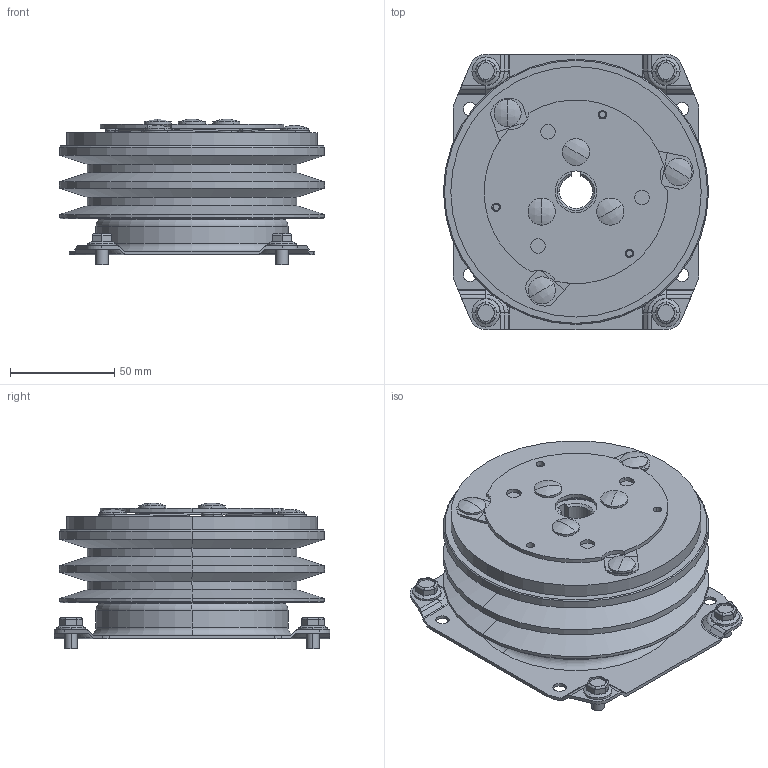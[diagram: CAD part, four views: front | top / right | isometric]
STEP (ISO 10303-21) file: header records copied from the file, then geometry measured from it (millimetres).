
FILE_DESCRIPTION (( 'STEP AP203' ), '1' );
FILE_NAME ('52179200_MA-5A-MEL_MGCL.STEP', '2019-04-02T08:38:08', ( '' ), ( '' ), 'SwSTEP 2.0', 'SolidWorks 2014', '' );
FILE_SCHEMA (( 'CONFIG_CONTROL_DESIGN' ));
Length unit declared in the file: millimetre
Products named in the file (1): 52179200_MA-5A-MEL_MGCL
Bounding box: 127 x 132 x 69.91 mm (x, y, z)
Volume: 452869.2 mm3; surface area: 107014 mm2
Topology: 5 solids, 15 shells, 689 faces, 1680 edges, 1062 vertices
Faces by surface type: cylinder 299, plane 238, torus 79, cone 46, sphere 24, bspline 3
Entity records: 20919 total; most frequent: CARTESIAN_POINT 4109, DIRECTION 3767, ORIENTED_EDGE 3360, EDGE_CURVE 1680, AXIS2_PLACEMENT_3D 1542, VERTEX_POINT 1062, CIRCLE 855, EDGE_LOOP 796
